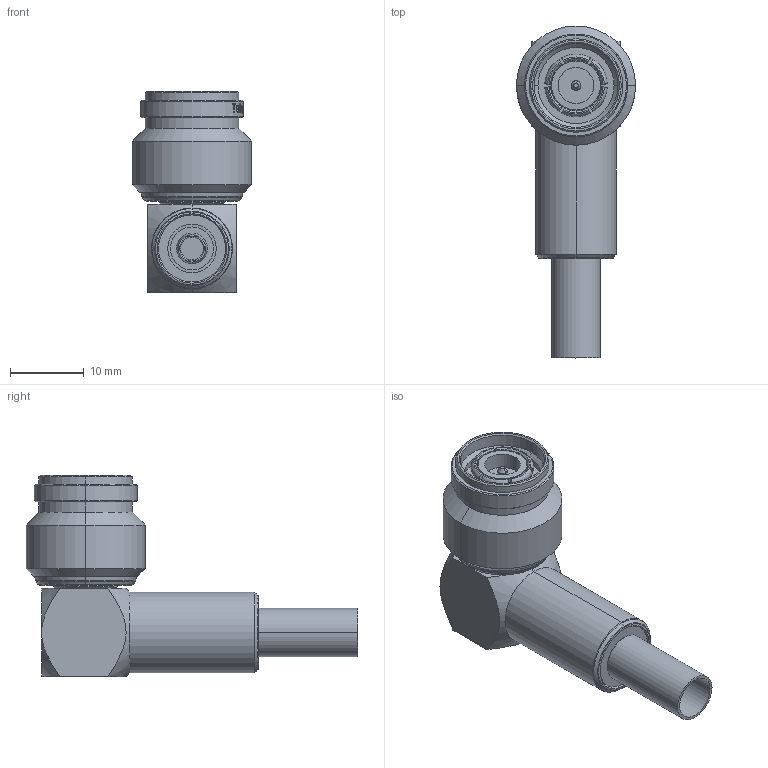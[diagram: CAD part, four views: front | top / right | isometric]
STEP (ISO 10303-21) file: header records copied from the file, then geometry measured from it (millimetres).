
FILE_DESCRIPTION (( 'STEP AP214' ), '1' );
FILE_NAME ('J01010A0047.STEP', '2018-11-16T12:33:41', ( '' ), ( '' ), 'SwSTEP 2.0', 'SolidWorks 2017', '' );
FILE_SCHEMA (( 'AUTOMOTIVE_DESIGN' ));
Length unit declared in the file: millimetre
Products named in the file (1): J01010A0047
Bounding box: 16.2 x 45.1 x 27.35 mm (x, y, z)
Volume: 5878.8 mm3; surface area: 3156.8 mm2
Topology: 1 solids, 1 shells, 314 faces, 769 edges, 495 vertices
Faces by surface type: plane 98, bspline 83, cylinder 68, cone 53, torus 12
Entity records: 18306 total; most frequent: CARTESIAN_POINT 8233, ORIENTED_EDGE 1538, DIRECTION 1115, EDGE_CURVE 769, VERTEX_POINT 495, AXIS2_PLACEMENT_3D 439, EDGE_LOOP 352, ADVANCED_FACE 314
